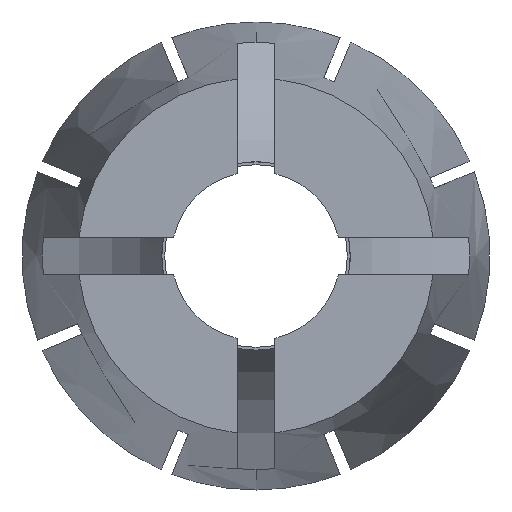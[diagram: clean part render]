
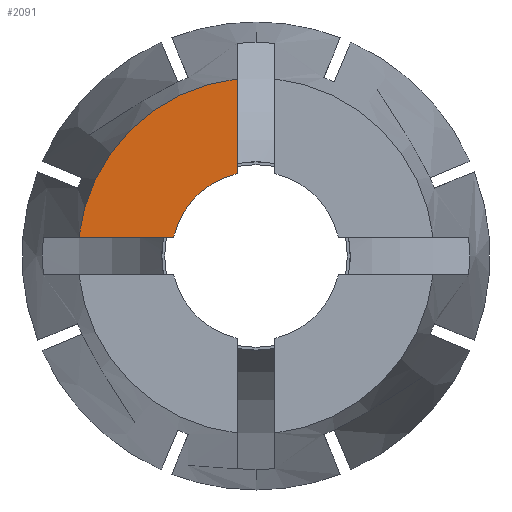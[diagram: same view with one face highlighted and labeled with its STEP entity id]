
A CAD part, left-side view. The second image highlights one B-rep face of the part: STEP entity #2091.
In plain terms, the highlighted planar face has unit normal (-1, 0, 0).
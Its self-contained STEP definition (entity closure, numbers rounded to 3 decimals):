
#83 = VECTOR ( 'NONE', #2419, 1000. ) ;
#159 = VERTEX_POINT ( 'NONE', #619 ) ;
#184 = DIRECTION ( 'NONE',  ( 0., 0., -1. ) ) ;
#420 = DIRECTION ( 'NONE',  ( 1., 0., 0. ) ) ;
#436 = DIRECTION ( 'NONE',  ( 0., 0., 1. ) ) ;
#619 = CARTESIAN_POINT ( 'NONE',  ( -46., 7.214, 1.65 ) ) ;
#798 = LINE ( 'NONE', #1706, #1418 ) ;
#1170 = VERTEX_POINT ( 'NONE', #2061 ) ;
#1386 = CARTESIAN_POINT ( 'NONE',  ( -46., 0., 0. ) ) ;
#1418 = VECTOR ( 'NONE', #436, 1000. ) ;
#1507 = CIRCLE ( 'NONE', #2527, 15.595 ) ;
#1516 = CARTESIAN_POINT ( 'NONE',  ( -46., 1.65, 7.214 ) ) ;
#1706 = CARTESIAN_POINT ( 'NONE',  ( -46., 1.65, 0. ) ) ;
#1759 = ORIENTED_EDGE ( 'NONE', *, *, #3575, .F. ) ;
#1774 = CIRCLE ( 'NONE', #2421, 7.4 ) ;
#1964 = EDGE_CURVE ( 'NONE', #159, #1170, #3346, .T. ) ;
#2061 = CARTESIAN_POINT ( 'NONE',  ( -46., 15.508, 1.65 ) ) ;
#2087 = VERTEX_POINT ( 'NONE', #3183 ) ;
#2091 = ADVANCED_FACE ( 'NONE', ( #3905 ), #3201, .T. ) ;
#2168 = ORIENTED_EDGE ( 'NONE', *, *, #1964, .F. ) ;
#2248 = CARTESIAN_POINT ( 'NONE',  ( -46., -15.595, 1.65 ) ) ;
#2376 = EDGE_CURVE ( 'NONE', #3967, #2087, #798, .T. ) ;
#2419 = DIRECTION ( 'NONE',  ( 0., 1., 0. ) ) ;
#2421 = AXIS2_PLACEMENT_3D ( 'NONE', #2483, #3122, #2545 ) ;
#2483 = CARTESIAN_POINT ( 'NONE',  ( -46., 0., 0. ) ) ;
#2504 = EDGE_LOOP ( 'NONE', ( #4060, #3581, #1759, #2168 ) ) ;
#2527 = AXIS2_PLACEMENT_3D ( 'NONE', #1386, #420, #184 ) ;
#2545 = DIRECTION ( 'NONE',  ( 0., 0., -1. ) ) ;
#2582 = EDGE_CURVE ( 'NONE', #159, #3967, #1774, .T. ) ;
#3122 = DIRECTION ( 'NONE',  ( 1., 0., 0. ) ) ;
#3128 = CARTESIAN_POINT ( 'NONE',  ( -46., -15.595, 0. ) ) ;
#3183 = CARTESIAN_POINT ( 'NONE',  ( -46., 1.65, 15.508 ) ) ;
#3201 = PLANE ( 'NONE',  #3983 ) ;
#3232 = DIRECTION ( 'NONE',  ( -1., 0., 0. ) ) ;
#3264 = DIRECTION ( 'NONE',  ( 0., 0., 1. ) ) ;
#3346 = LINE ( 'NONE', #2248, #83 ) ;
#3575 = EDGE_CURVE ( 'NONE', #1170, #2087, #1507, .T. ) ;
#3581 = ORIENTED_EDGE ( 'NONE', *, *, #2376, .T. ) ;
#3905 = FACE_OUTER_BOUND ( 'NONE', #2504, .T. ) ;
#3967 = VERTEX_POINT ( 'NONE', #1516 ) ;
#3983 = AXIS2_PLACEMENT_3D ( 'NONE', #3128, #3232, #3264 ) ;
#4060 = ORIENTED_EDGE ( 'NONE', *, *, #2582, .T. ) ;
